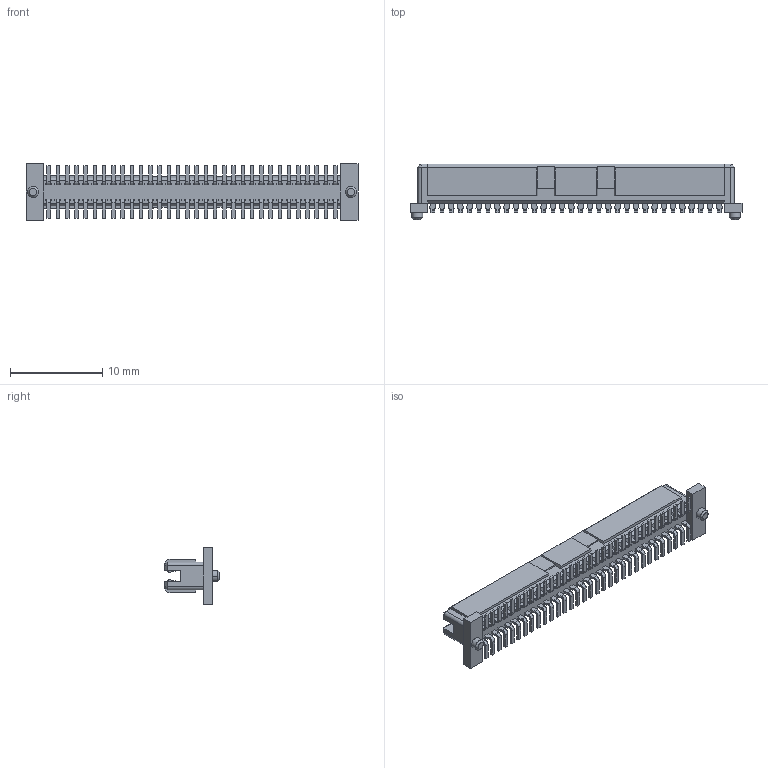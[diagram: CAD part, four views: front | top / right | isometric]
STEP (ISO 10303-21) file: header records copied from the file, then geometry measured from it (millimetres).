
FILE_DESCRIPTION((''),'2;1');
FILE_NAME('FBB10001-F64_ASM','2023-10-31T',('gongcheng6'),(''),'PRO/ENGINEER BY PARAMETRIC TECHNOLOGY CORPORATION, 2010280','PRO/ENGINEER BY PARAMETRIC TECHNOLOGY CORPORATION, 2010280','');
FILE_SCHEMA(('CONFIG_CONTROL_DESIGN'));
Length unit declared in the file: millimetre
Products named in the file (1): FBB10001-F64_ASM
Bounding box: 35.9 x 6 x 6.1 mm (x, y, z)
Volume: 394 mm3; surface area: 1076.7 mm2
Topology: 1 solids, 1 shells, 1376 faces, 3720 edges, 2476 vertices
Faces by surface type: plane 1164, cylinder 204, cone 8
Entity records: 43016 total; most frequent: CARTESIAN_POINT 8646, ORIENTED_EDGE 7440, DIRECTION 6496, EDGE_CURVE 3720, VECTOR 2920, LINE 2920, VERTEX_POINT 2476, AXIS2_PLACEMENT_3D 1788
